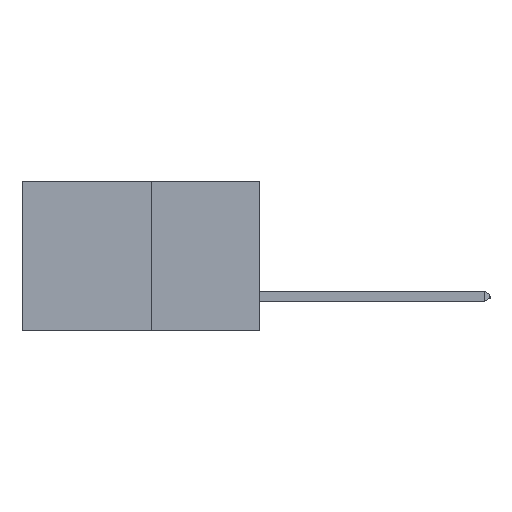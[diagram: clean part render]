
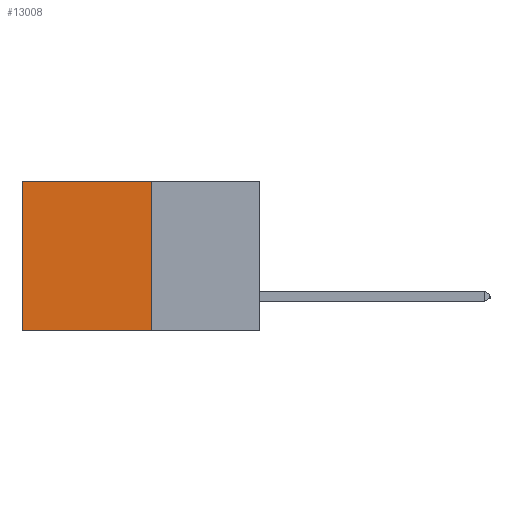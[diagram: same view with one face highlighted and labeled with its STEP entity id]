
A CAD part, left-side view. The second image highlights one B-rep face of the part: STEP entity #13008.
In plain terms, the highlighted planar face has unit normal (-1, 0, 0).
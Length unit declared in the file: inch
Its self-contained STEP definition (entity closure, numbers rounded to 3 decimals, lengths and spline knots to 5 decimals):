
#250 = VECTOR ( 'NONE', #3695, 39.37008 ) ;
#630 = EDGE_LOOP ( 'NONE', ( #2285, #13158, #1062, #9008 ) ) ;
#838 = FACE_OUTER_BOUND ( 'NONE', #630, .T. ) ;
#985 = CARTESIAN_POINT ( 'NONE',  ( 0.277, 0.27, -0.37 ) ) ;
#1062 = ORIENTED_EDGE ( 'NONE', *, *, #4993, .F. ) ;
#1175 = VECTOR ( 'NONE', #13748, 39.37008 ) ;
#1200 = CARTESIAN_POINT ( 'NONE',  ( 0.277, 0.59, -0.37 ) ) ;
#2285 = ORIENTED_EDGE ( 'NONE', *, *, #14362, .T. ) ;
#3690 = LINE ( 'NONE', #5995, #250 ) ;
#3695 = DIRECTION ( 'NONE',  ( 0., 0., -1. ) ) ;
#4461 = VECTOR ( 'NONE', #11275, 39.37008 ) ;
#4789 = DIRECTION ( 'NONE',  ( 1., 0., 0. ) ) ;
#4993 = EDGE_CURVE ( 'NONE', #5992, #9762, #3690, .T. ) ;
#5213 = CARTESIAN_POINT ( 'NONE',  ( 0.277, 0.27, -0.37 ) ) ;
#5992 = VERTEX_POINT ( 'NONE', #9948 ) ;
#5995 = CARTESIAN_POINT ( 'NONE',  ( 0.277, 0.27, -0.37 ) ) ;
#6222 = AXIS2_PLACEMENT_3D ( 'NONE', #10492, #4789, #12763 ) ;
#7545 = LINE ( 'NONE', #985, #4461 ) ;
#8020 = CARTESIAN_POINT ( 'NONE',  ( 0.277, 0.27, 0. ) ) ;
#8036 = CARTESIAN_POINT ( 'NONE',  ( 0.277, 0.59, 0. ) ) ;
#8209 = PLANE ( 'NONE',  #6222 ) ;
#8984 = LINE ( 'NONE', #8020, #14528 ) ;
#9008 = ORIENTED_EDGE ( 'NONE', *, *, #12250, .T. ) ;
#9188 = DIRECTION ( 'NONE',  ( 0., 1., 0. ) ) ;
#9460 = VERTEX_POINT ( 'NONE', #8036 ) ;
#9762 = VERTEX_POINT ( 'NONE', #5213 ) ;
#9948 = CARTESIAN_POINT ( 'NONE',  ( 0.277, 0.27, 0. ) ) ;
#10249 = CARTESIAN_POINT ( 'NONE',  ( 0.277, 0.59, -0.37 ) ) ;
#10492 = CARTESIAN_POINT ( 'NONE',  ( 0.277, 0.27, -0.37 ) ) ;
#10709 = LINE ( 'NONE', #1200, #1175 ) ;
#10873 = VERTEX_POINT ( 'NONE', #10249 ) ;
#11275 = DIRECTION ( 'NONE',  ( 0., 1., 0. ) ) ;
#12250 = EDGE_CURVE ( 'NONE', #5992, #9460, #8984, .T. ) ;
#12763 = DIRECTION ( 'NONE',  ( 0., 0., -1. ) ) ;
#13008 = ADVANCED_FACE ( 'NONE', ( #838 ), #8209, .F. ) ;
#13158 = ORIENTED_EDGE ( 'NONE', *, *, #13378, .F. ) ;
#13378 = EDGE_CURVE ( 'NONE', #9762, #10873, #7545, .T. ) ;
#13748 = DIRECTION ( 'NONE',  ( 0., 0., -1. ) ) ;
#14362 = EDGE_CURVE ( 'NONE', #9460, #10873, #10709, .T. ) ;
#14528 = VECTOR ( 'NONE', #9188, 39.37008 ) ;
